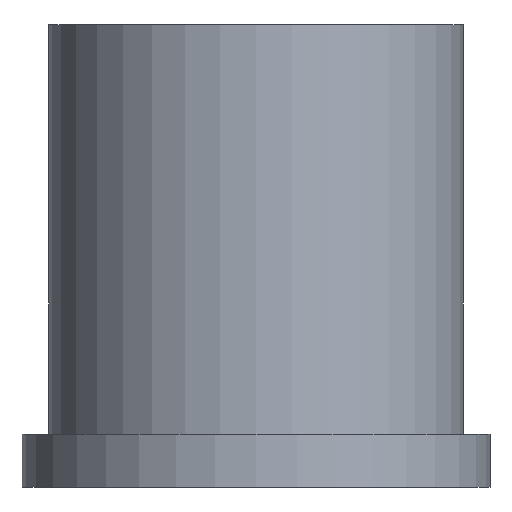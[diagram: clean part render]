
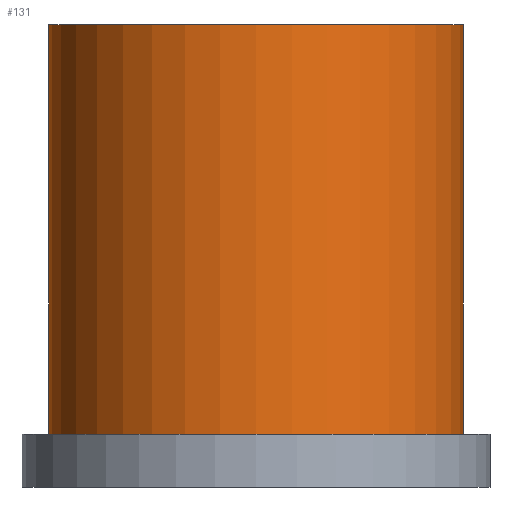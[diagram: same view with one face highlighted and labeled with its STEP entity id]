
A CAD part, front view. The second image highlights one B-rep face of the part: STEP entity #131.
In plain terms, the highlighted cylindrical face has radius 19.5 mm (diameter 39 mm), a full revolution.
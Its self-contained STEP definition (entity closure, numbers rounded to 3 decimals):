
#28=FACE_OUTER_BOUND('',#36,.T.);
#36=EDGE_LOOP('',(#105,#106,#107,#108));
#51=LINE('',#234,#56);
#56=VECTOR('',#195,19.5);
#64=CIRCLE('',#160,19.5);
#65=CIRCLE('',#161,19.5);
#74=VERTEX_POINT('',#231);
#75=VERTEX_POINT('',#233);
#87=EDGE_CURVE('',#74,#74,#64,.T.);
#88=EDGE_CURVE('',#74,#75,#51,.T.);
#89=EDGE_CURVE('',#75,#75,#65,.T.);
#105=ORIENTED_EDGE('',*,*,#87,.F.);
#106=ORIENTED_EDGE('',*,*,#88,.T.);
#107=ORIENTED_EDGE('',*,*,#89,.F.);
#108=ORIENTED_EDGE('',*,*,#88,.F.);
#126=CYLINDRICAL_SURFACE('',#159,19.5);
#131=ADVANCED_FACE('',(#28),#126,.T.);
#159=AXIS2_PLACEMENT_3D('',#230,#191,#192);
#160=AXIS2_PLACEMENT_3D('',#232,#193,#194);
#161=AXIS2_PLACEMENT_3D('',#235,#196,#197);
#191=DIRECTION('center_axis',(0.,0.,1.));
#192=DIRECTION('ref_axis',(1.,0.,0.));
#193=DIRECTION('center_axis',(0.,0.,1.));
#194=DIRECTION('ref_axis',(1.,0.,0.));
#195=DIRECTION('',(0.,0.,-1.));
#196=DIRECTION('center_axis',(0.,0.,-1.));
#197=DIRECTION('ref_axis',(1.,0.,0.));
#230=CARTESIAN_POINT('Origin',(0.,0.,24.25));
#231=CARTESIAN_POINT('',(-19.5,0.,43.5));
#232=CARTESIAN_POINT('Origin',(0.,0.,43.5));
#233=CARTESIAN_POINT('',(-19.5,0.,5.));
#234=CARTESIAN_POINT('',(-19.5,0.,24.25));
#235=CARTESIAN_POINT('Origin',(0.,0.,5.));
